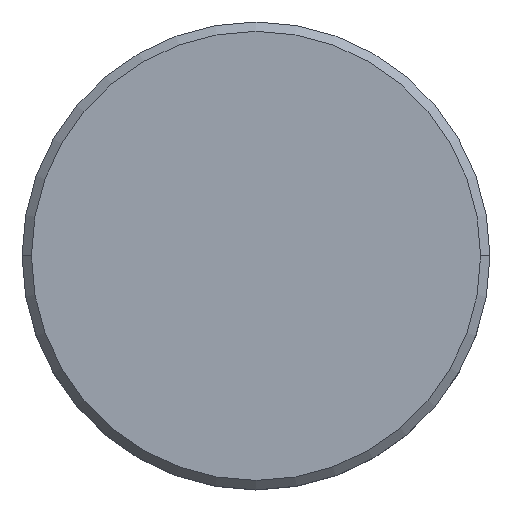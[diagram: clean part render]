
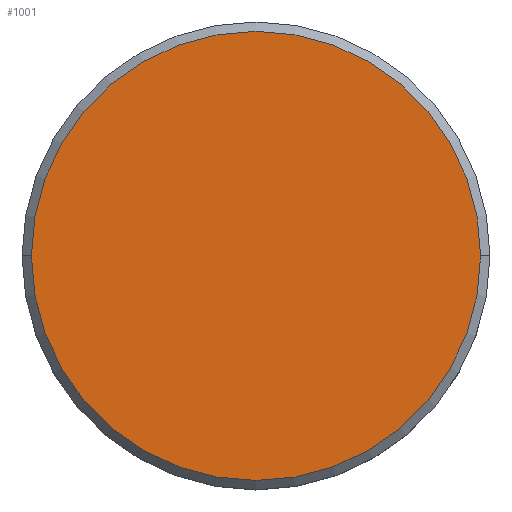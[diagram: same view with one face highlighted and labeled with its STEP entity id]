
A CAD part, top view. The second image highlights one B-rep face of the part: STEP entity #1001.
In plain terms, the highlighted planar face has unit normal (0, 0, 1).
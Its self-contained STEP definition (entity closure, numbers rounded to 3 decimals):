
#29 = ORIENTED_EDGE ( 'NONE', *, *, #324, .T. ) ;
#146 = AXIS2_PLACEMENT_3D ( 'NONE', #595, #299, #200 ) ;
#200 = DIRECTION ( 'NONE',  ( 1., 0., 0. ) ) ;
#299 = DIRECTION ( 'NONE',  ( 0., 0., 1. ) ) ;
#324 = EDGE_CURVE ( 'NONE', #384, #1021, #1129, .T. ) ;
#329 = AXIS2_PLACEMENT_3D ( 'NONE', #1043, #333, #600 ) ;
#333 = DIRECTION ( 'NONE',  ( 0., 0., 1. ) ) ;
#336 = CARTESIAN_POINT ( 'NONE',  ( 0., 0., 0. ) ) ;
#384 = VERTEX_POINT ( 'NONE', #948 ) ;
#413 = PLANE ( 'NONE',  #329 ) ;
#414 = EDGE_CURVE ( 'NONE', #1021, #384, #578, .T. ) ;
#476 = EDGE_LOOP ( 'NONE', ( #728, #29 ) ) ;
#578 = CIRCLE ( 'NONE', #836, 12. ) ;
#595 = CARTESIAN_POINT ( 'NONE',  ( 0., 0., 0. ) ) ;
#600 = DIRECTION ( 'NONE',  ( 1., 0., 0. ) ) ;
#683 = FACE_OUTER_BOUND ( 'NONE', #476, .T. ) ;
#696 = CARTESIAN_POINT ( 'NONE',  ( -12., 0., 0. ) ) ;
#709 = DIRECTION ( 'NONE',  ( 1., 0., 0. ) ) ;
#728 = ORIENTED_EDGE ( 'NONE', *, *, #414, .T. ) ;
#836 = AXIS2_PLACEMENT_3D ( 'NONE', #336, #863, #709 ) ;
#863 = DIRECTION ( 'NONE',  ( 0., 0., 1. ) ) ;
#948 = CARTESIAN_POINT ( 'NONE',  ( 12., 0., 0. ) ) ;
#1001 = ADVANCED_FACE ( 'NONE', ( #683 ), #413, .T. ) ;
#1021 = VERTEX_POINT ( 'NONE', #696 ) ;
#1043 = CARTESIAN_POINT ( 'NONE',  ( 0., 0., 0. ) ) ;
#1129 = CIRCLE ( 'NONE', #146, 12. ) ;
